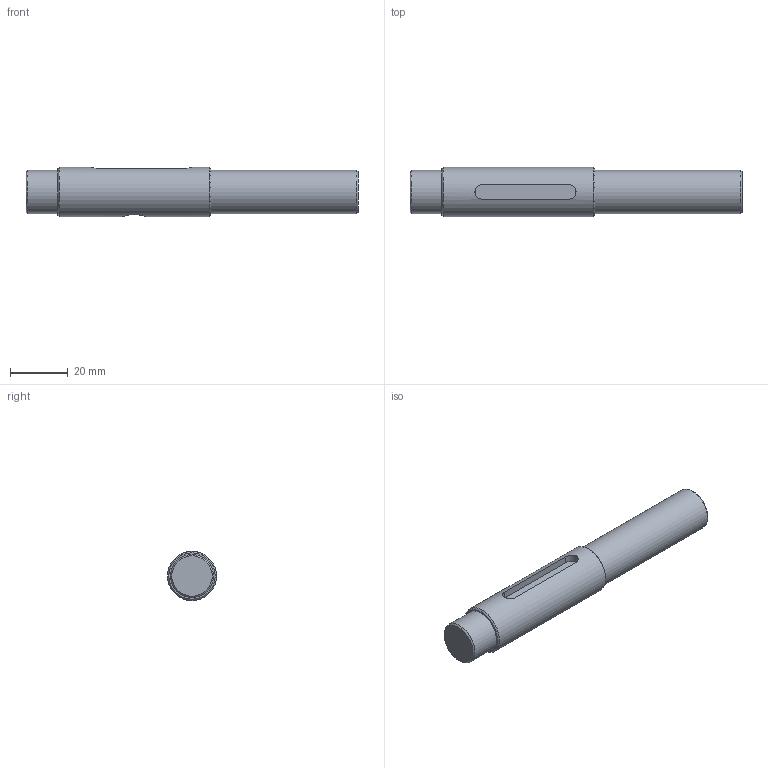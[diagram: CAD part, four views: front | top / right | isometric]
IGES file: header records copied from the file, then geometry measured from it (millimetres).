
Global section: file name: 944510.stp.ipt; native system: Autodesk Inventor 2014; preprocessor: unknown; author: zeman; date: 20151016.102257; units: millimetre
Bounding box: 115 x 17 x 17 mm (x, y, z)
Volume: 22432.2 mm3; surface area: 6354 mm2
Topology: 1 solids, 1 shells, 17 faces, 36 edges, 24 vertices
Faces by surface type: plane 7, cone 4, cylinder 3, revolution 2, bspline 1
Full cylindrical faces by diameter (mm): 15 x2, 17 x1
